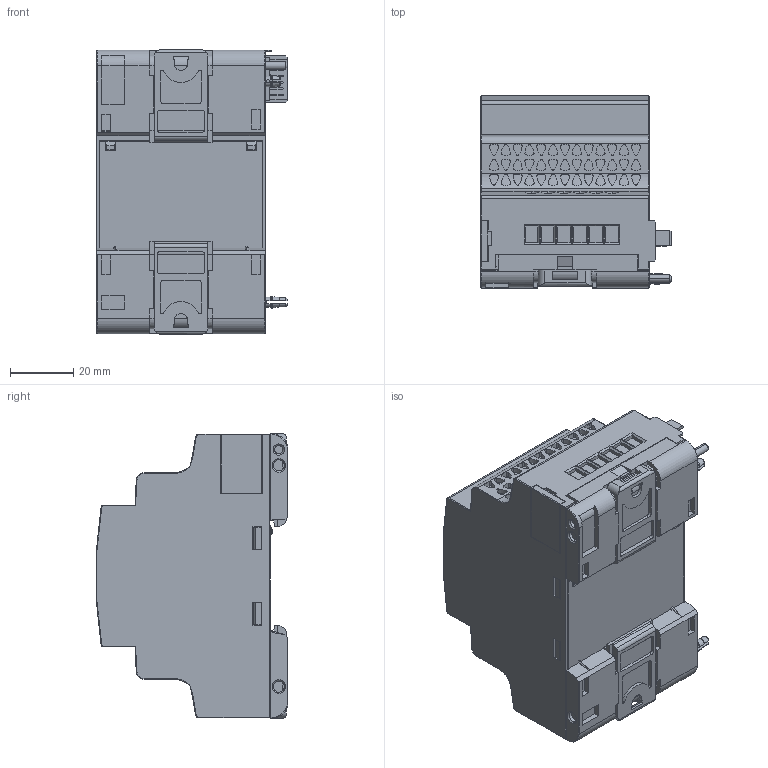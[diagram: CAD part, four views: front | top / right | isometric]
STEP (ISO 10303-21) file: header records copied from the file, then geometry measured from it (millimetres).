
FILE_DESCRIPTION((''),'2;1');
FILE_NAME('ENV_EXT_1','2018-04-09T',('lpadby2'),('CROUZET-AUTOMATISMES'),'CREO PARAMETRIC BY PTC INC, 2017170','CREO PARAMETRIC BY PTC INC, 2017170','');
FILE_SCHEMA(('AP203_CONFIGURATION_CONTROLLED_3D_DESIGN_OF_MECHANICAL_PARTS_AND_ASSEMBLIES_MIM_LF { 1 0 10303 403 2 1 2 }'));
Products named in the file (1): ENV_EXT_1
Bounding box: 60.4 x 60.85 x 90.2 mm (x, y, z)
Volume: 223426.4 mm3; surface area: 29117.9 mm2
Topology: 1 solids, 1 shells, 1443 faces, 3746 edges, 2421 vertices
Faces by surface type: plane 767, cylinder 630, torus 30, cone 16
Entity records: 64331 total; most frequent: CARTESIAN_POINT 17435, ORIENTED_EDGE 7492, DIRECTION 7103, PRESENTATION_STYLE_ASSIGNMENT 3753, STYLED_ITEM 3753, CURVE_STYLE 3752, EDGE_CURVE 3746, VERTEX_POINT 2421
